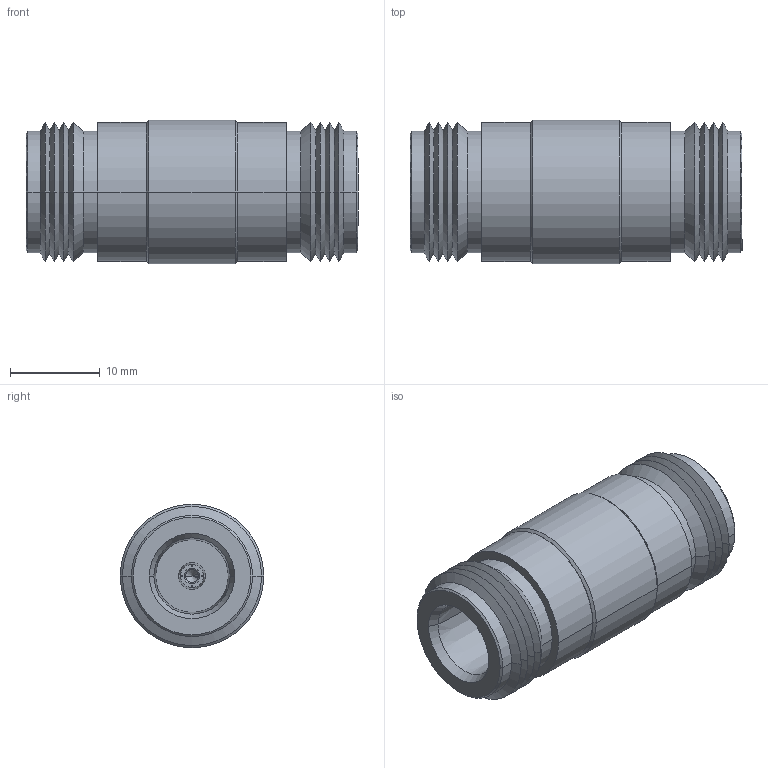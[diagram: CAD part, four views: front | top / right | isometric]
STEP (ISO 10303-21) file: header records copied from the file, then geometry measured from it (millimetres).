
FILE_DESCRIPTION (( 'STEP AP203' ), '1' );
FILE_NAME ('AXA-NFNF.STEP', '2014-09-25T13:01:23', ( 'x' ), ( '' ), 'SwSTEP 2.0', 'SolidWorks 2014', '' );
FILE_SCHEMA (( 'CONFIG_CONTROL_DESIGN' ));
Length unit declared in the file: millimetre
Products named in the file (1): AXA-NFNF
Bounding box: 37 x 16 x 16 mm (x, y, z)
Volume: 5636.4 mm3; surface area: 3126.3 mm2
Topology: 1 solids, 1 shells, 138 faces, 306 edges, 174 vertices
Faces by surface type: cone 76, plane 40, cylinder 22
Entity records: 3959 total; most frequent: CARTESIAN_POINT 855, DIRECTION 680, ORIENTED_EDGE 604, EDGE_CURVE 302, AXIS2_PLACEMENT_3D 287, VERTEX_POINT 174, CIRCLE 148, EDGE_LOOP 146
